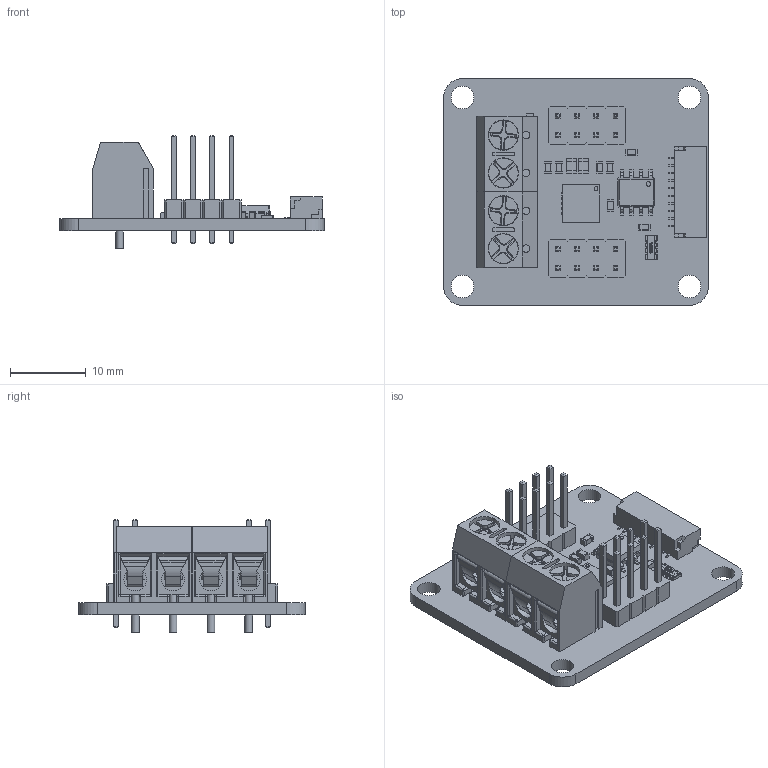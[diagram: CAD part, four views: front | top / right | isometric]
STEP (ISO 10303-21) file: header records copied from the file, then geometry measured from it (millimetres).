
FILE_DESCRIPTION(('FreeCAD Model'),'2;1');
FILE_NAME('ptc.step', '2017-08-04T14:26:06',('kicad StepUp'),('ksu MCAD'), 'Open CASCADE STEP processor 6.8','FreeCAD','Unknown');
FILE_SCHEMA(('AUTOMOTIVE_DESIGN_CC2 { 1 2 10303 214 -1 1 5 4 }'));
Length unit declared in the file: millimetre
Products named in the file (18): Pcb; 2er_Buchse_; 2er_Buchse_001; SM10B-SRSS_; soic_8_39x49_p127_; R_4x0603_; C_0603_; C_0603_001; C_0603_002; C_0603_003; C_0603_004; C_0603_005; C_0603_006; R_0805_; R_0805_001; QFN-20-5x5mm_; PinHeader_Straight_2x04x254mm_; PinHeader_Straight_2x04x254mm_001
Bounding box: 35 x 30 x 14.9 mm (x, y, z)
Volume: 3176.2 mm3; surface area: 5814.6 mm2
Topology: 21 solids, 21 shells, 1847 faces, 4861 edges, 3144 vertices
Faces by surface type: plane 1316, cylinder 337, bspline 170, torus 16, sphere 8
Full cylindrical faces by diameter (mm): 0.6 x1, 1 x8, 1.016 x16, 1.3 x4, 2.4 x8, 3 x8, 3.9 x4, 4 x4
Entity records: 70314 total; most frequent: CARTESIAN_POINT 12347, ORIENTED_EDGE 9690, DIRECTION 8567, EDGE_CURVE 4845, LINE 3799, VECTOR 3799, VERTEX_POINT 3144, AXIS2_PLACEMENT_3D 2384
